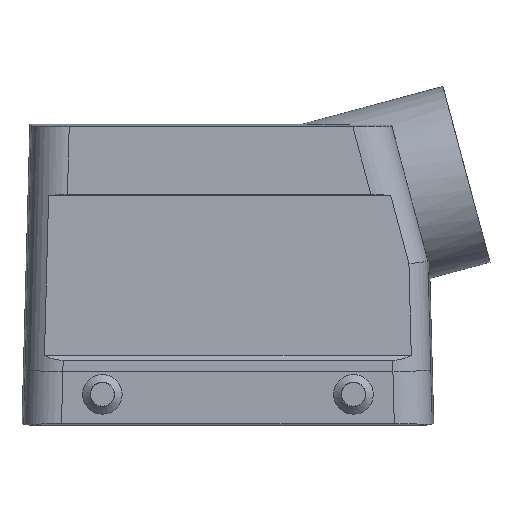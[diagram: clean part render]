
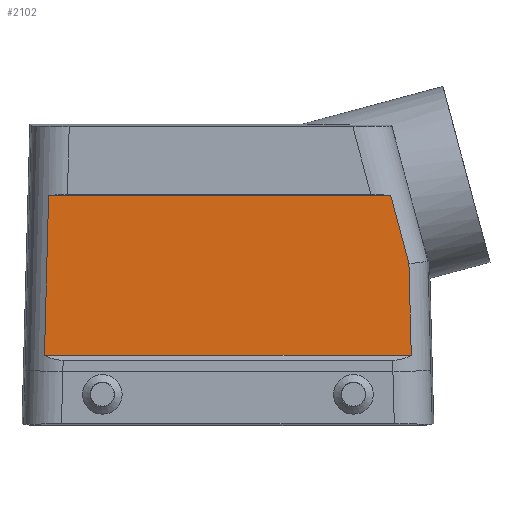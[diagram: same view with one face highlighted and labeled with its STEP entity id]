
A CAD part, front view. The second image highlights one B-rep face of the part: STEP entity #2102.
In plain terms, the highlighted planar face has unit normal (0, -1, 0.015).
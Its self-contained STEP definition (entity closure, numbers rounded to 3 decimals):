
#786=FACE_OUTER_BOUND('',#2500,.T.);
#998=PLANE('',#5261);
#1392=LINE('',#7239,#1818);
#1393=LINE('',#7242,#1819);
#1394=LINE('',#7244,#1820);
#1395=LINE('',#7246,#1821);
#1396=LINE('',#7248,#1822);
#1818=VECTOR('',#5865,1.);
#1819=VECTOR('',#5866,1.);
#1820=VECTOR('',#5867,1.);
#1821=VECTOR('',#5868,1.);
#1822=VECTOR('',#5869,1.);
#2102=ADVANCED_FACE('',(#786),#998,.T.);
#2500=EDGE_LOOP('',(#2989,#2990,#2991,#2992,#2993));
#2989=ORIENTED_EDGE('',*,*,#4643,.F.);
#2990=ORIENTED_EDGE('',*,*,#4644,.T.);
#2991=ORIENTED_EDGE('',*,*,#4645,.F.);
#2992=ORIENTED_EDGE('',*,*,#4646,.F.);
#2993=ORIENTED_EDGE('',*,*,#4647,.F.);
#4195=VERTEX_POINT('',#7240);
#4196=VERTEX_POINT('',#7241);
#4197=VERTEX_POINT('',#7243);
#4198=VERTEX_POINT('',#7245);
#4199=VERTEX_POINT('',#7247);
#4643=EDGE_CURVE('',#4195,#4196,#1392,.T.);
#4644=EDGE_CURVE('',#4195,#4197,#1393,.T.);
#4645=EDGE_CURVE('',#4198,#4197,#1394,.T.);
#4646=EDGE_CURVE('',#4199,#4198,#1395,.T.);
#4647=EDGE_CURVE('',#4196,#4199,#1396,.T.);
#5261=AXIS2_PLACEMENT_3D('',#7249,#5870,#5871);
#5865=DIRECTION('',(0.026,0.015,1.));
#5866=DIRECTION('',(1.,0.,0.));
#5867=DIRECTION('',(0.026,-0.015,-1.));
#5868=DIRECTION('',(0.259,-0.015,-0.966));
#5869=DIRECTION('',(1.,0.,0.));
#5870=DIRECTION('',(0.,-1.,0.015));
#5871=DIRECTION('',(0.,-0.015,-1.));
#7239=CARTESIAN_POINT('',(-35.696,-26.467,34.983));
#7240=CARTESIAN_POINT('',(-36.518,-26.95,3.266));
#7241=CARTESIAN_POINT('',(-35.696,-26.467,34.983));
#7242=CARTESIAN_POINT('',(50.,-26.95,3.266));
#7243=CARTESIAN_POINT('',(36.518,-26.95,3.266));
#7244=CARTESIAN_POINT('',(36.518,-26.95,3.266));
#7245=CARTESIAN_POINT('',(36.047,-26.673,21.442));
#7246=CARTESIAN_POINT('',(32.422,-26.467,34.983));
#7247=CARTESIAN_POINT('',(32.422,-26.467,34.983));
#7248=CARTESIAN_POINT('',(50.,-26.467,34.983));
#7249=CARTESIAN_POINT('',(50.,-26.95,3.266));
